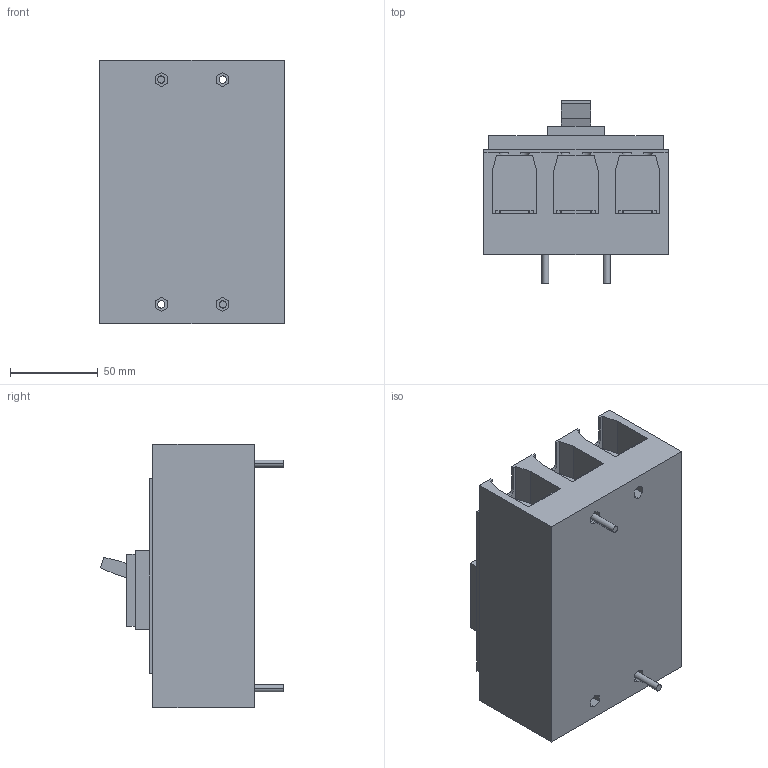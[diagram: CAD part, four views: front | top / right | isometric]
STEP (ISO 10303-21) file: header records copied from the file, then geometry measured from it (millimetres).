
FILE_DESCRIPTION(('CATIA V5 STEP Exchange'),'2;1');
FILE_NAME('1SDH001294R0096_1PA_001_00_A2_3p_F.stp','2014-12-04T15:42:23+00:00',('none'),('none'),'CATIA Version 5 Release 20 SP 1 (IN-10)','CATIA V5 STEP AP214','none');
FILE_SCHEMA(('AUTOMOTIVE_DESIGN { 1 0 10303 214 1 1 1 1 }'));
Length unit declared in the file: millimetre
Products named in the file (1): 1SDH001294R0096_1PA_001_00_A2_3p_F
Bounding box: 105 x 104.35 x 150 mm (x, y, z)
Volume: 867584.6 mm3; surface area: 84046.3 mm2
Topology: 1 solids, 1 shells, 293 faces, 794 edges, 532 vertices
Faces by surface type: plane 227, cylinder 66
Entity records: 9261 total; most frequent: ORIENTED_EDGE 1588, CARTESIAN_POINT 1501, DIRECTION 1142, EDGE_CURVE 794, VECTOR 662, LINE 662, VERTEX_POINT 532, EDGE_LOOP 326
